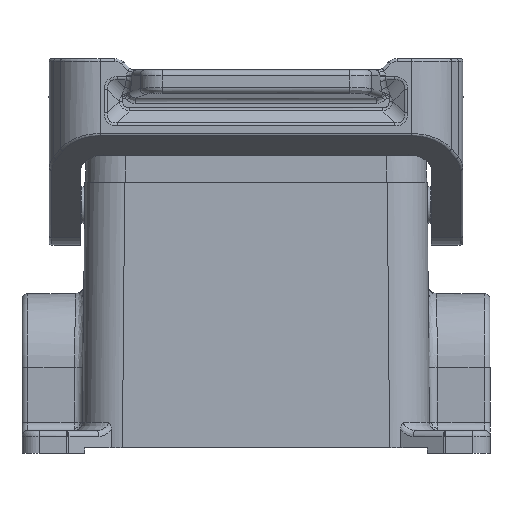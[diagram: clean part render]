
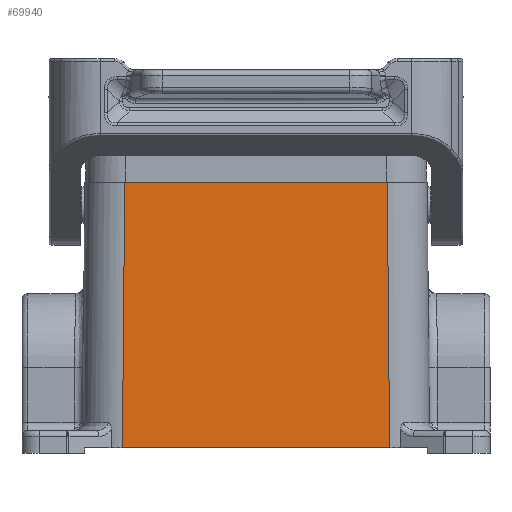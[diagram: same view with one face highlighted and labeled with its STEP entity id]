
A CAD part, front view. The second image highlights one B-rep face of the part: STEP entity #69940.
In plain terms, the highlighted face is planar.
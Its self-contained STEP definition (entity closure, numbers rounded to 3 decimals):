
#22210=CARTESIAN_POINT('',(-21.5,39.75,47.5));
#22220=VERTEX_POINT('',#22210);
#22250=CARTESIAN_POINT('',(-21.914,40.164,
0.061));
#22260=DIRECTION('',(0.009,-0.009,
1.));
#22270=VECTOR('',#22260,1.);
#22280=LINE('',#22250,#22270);
#22290=CARTESIAN_POINT('',(-21.906,40.156,1.));
#22300=VERTEX_POINT('',#22290);
#22310=EDGE_CURVE('',#22300,#22220,#22280,.T.);
#46230=CARTESIAN_POINT('',(-21.906,-6.656,1.));
#46240=VERTEX_POINT('',#46230);
#46270=CARTESIAN_POINT('',(-21.914,-6.664,
0.061));
#46280=DIRECTION('',(0.009,0.009,
1.));
#46290=VECTOR('',#46280,1.);
#46300=LINE('',#46270,#46290);
#46310=CARTESIAN_POINT('',(-21.5,-6.25,47.5));
#46320=VERTEX_POINT('',#46310);
#46330=EDGE_CURVE('',#46240,#46320,#46300,.T.);
#69730=CARTESIAN_POINT('',(-21.413,0.,57.5));
#69740=DIRECTION('',(-1.,0.,0.009));
#69750=DIRECTION('',(0.,1.,0.));
#69760=AXIS2_PLACEMENT_3D('',#69730,#69740,#69750);
#69770=PLANE('',#69760);
#69780=CARTESIAN_POINT('',(-21.906,0.,1.));
#69790=DIRECTION('',(0.,-1.,0.));
#69800=VECTOR('',#69790,1.);
#69810=LINE('',#69780,#69800);
#69820=EDGE_CURVE('',#22300,#46240,#69810,.T.);
#69830=ORIENTED_EDGE('',*,*,#69820,.T.);
#69840=ORIENTED_EDGE('',*,*,#22310,.F.);
#69850=CARTESIAN_POINT('',(-21.5,0.,47.5));
#69860=DIRECTION('',(0.,1.,0.));
#69870=VECTOR('',#69860,1.);
#69880=LINE('',#69850,#69870);
#69890=EDGE_CURVE('',#46320,#22220,#69880,.T.);
#69900=ORIENTED_EDGE('',*,*,#69890,.T.);
#69910=ORIENTED_EDGE('',*,*,#46330,.T.);
#69920=EDGE_LOOP('',(#69910,#69900,#69840,#69830));
#69930=FACE_OUTER_BOUND('',#69920,.T.);
#69940=ADVANCED_FACE('',(#69930),#69770,.T.);
